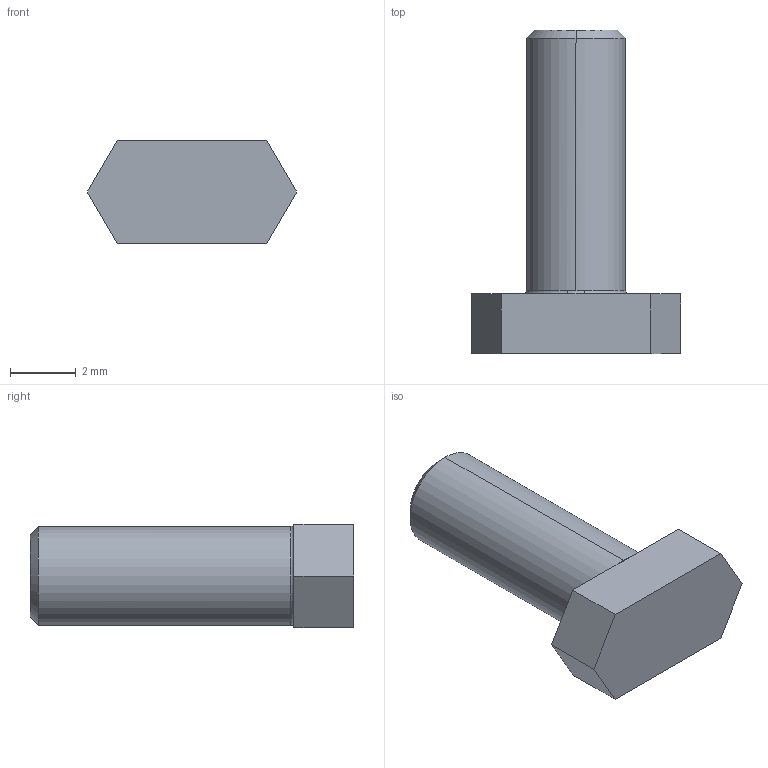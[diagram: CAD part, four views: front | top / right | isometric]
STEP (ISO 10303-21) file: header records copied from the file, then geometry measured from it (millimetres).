
FILE_DESCRIPTION (( 'STEP AP214' ), '1' );
FILE_NAME ('REV-41-1907 Simple.STEP', '2020-07-16T18:16:26', ( '' ), ( '' ), 'SwSTEP 2.0', 'SolidWorks 2019', '' );
FILE_SCHEMA (( 'AUTOMOTIVE_DESIGN' ));
Length unit declared in the file: millimetre
Products named in the file (1): REV-41-1907 Simple
Bounding box: 6.35 x 9.82 x 3.15 mm (x, y, z)
Volume: 87.5 mm3; surface area: 137.6 mm2
Topology: 1 solids, 1 shells, 18 faces, 42 edges, 26 vertices
Faces by surface type: plane 10, cone 2, cylinder 2, bspline 2, torus 2
Entity records: 574 total; most frequent: CARTESIAN_POINT 133, DIRECTION 84, ORIENTED_EDGE 84, EDGE_CURVE 42, AXIS2_PLACEMENT_3D 29, VERTEX_POINT 26, LINE 26, VECTOR 26
